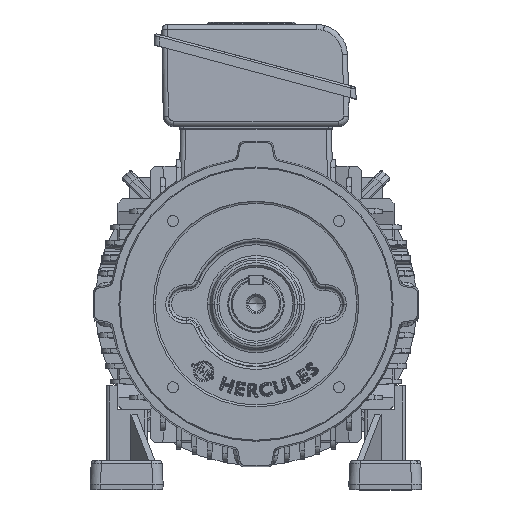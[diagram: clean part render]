
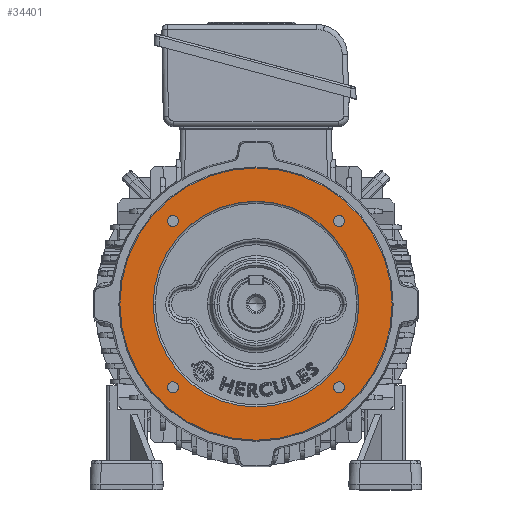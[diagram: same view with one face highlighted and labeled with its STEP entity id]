
A CAD part, top view. The second image highlights one B-rep face of the part: STEP entity #34401.
In plain terms, the highlighted face is planar.
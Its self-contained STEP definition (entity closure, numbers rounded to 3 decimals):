
#312 = FACE_BOUND ( 'NONE', #127950, .T. ) ;
#579 = CIRCLE ( 'NONE', #67729, 5.358 ) ;
#1485 = CARTESIAN_POINT ( 'NONE',  ( -11., 80.822, -80.822 ) ) ;
#1735 = ORIENTED_EDGE ( 'NONE', *, *, #138573, .F. ) ;
#2433 = CARTESIAN_POINT ( 'NONE',  ( -11., -80.822, 80.822 ) ) ;
#2503 = DIRECTION ( 'NONE',  ( -1., 0., 0. ) ) ;
#2660 = CIRCLE ( 'NONE', #7482, 132.35 ) ;
#3966 = VERTEX_POINT ( 'NONE', #127451 ) ;
#3981 = CARTESIAN_POINT ( 'NONE',  ( -11., -80.822, -75.464 ) ) ;
#4952 = VERTEX_POINT ( 'NONE', #23648 ) ;
#7180 = CIRCLE ( 'NONE', #141452, 5.358 ) ;
#7476 = DIRECTION ( 'NONE',  ( 0., 0., 1. ) ) ;
#7482 = AXIS2_PLACEMENT_3D ( 'NONE', #110683, #28878, #19858 ) ;
#8218 = CIRCLE ( 'NONE', #75388, 100. ) ;
#8347 = EDGE_CURVE ( 'NONE', #34711, #88921, #44856, .T. ) ;
#9830 = CARTESIAN_POINT ( 'NONE',  ( -11., 0., 100. ) ) ;
#10106 = ORIENTED_EDGE ( 'NONE', *, *, #33382, .F. ) ;
#10590 = EDGE_LOOP ( 'NONE', ( #61337, #144324 ) ) ;
#10815 = FACE_OUTER_BOUND ( 'NONE', #10590, .T. ) ;
#12073 = DIRECTION ( 'NONE',  ( 0., 0., 1. ) ) ;
#12137 = AXIS2_PLACEMENT_3D ( 'NONE', #93264, #24185, #69948 ) ;
#12249 = VERTEX_POINT ( 'NONE', #83911 ) ;
#13463 = DIRECTION ( 'NONE',  ( 0., 0., 1. ) ) ;
#14976 = DIRECTION ( 'NONE',  ( 0., 0., 1. ) ) ;
#18149 = VERTEX_POINT ( 'NONE', #71664 ) ;
#18380 = CIRCLE ( 'NONE', #121470, 5.358 ) ;
#18480 = EDGE_CURVE ( 'NONE', #40299, #18149, #7180, .T. ) ;
#18864 = AXIS2_PLACEMENT_3D ( 'NONE', #74241, #120051, #14976 ) ;
#19136 = CARTESIAN_POINT ( 'NONE',  ( -11., 0., 132.35 ) ) ;
#19513 = VERTEX_POINT ( 'NONE', #36976 ) ;
#19858 = DIRECTION ( 'NONE',  ( 0., 0., 1. ) ) ;
#19939 = EDGE_CURVE ( 'NONE', #88921, #34711, #36182, .T. ) ;
#21355 = FACE_BOUND ( 'NONE', #55400, .T. ) ;
#22763 = EDGE_LOOP ( 'NONE', ( #77867, #10106 ) ) ;
#22822 = CARTESIAN_POINT ( 'NONE',  ( -11., 133.35, 0. ) ) ;
#23567 = CIRCLE ( 'NONE', #18864, 5.358 ) ;
#23648 = CARTESIAN_POINT ( 'NONE',  ( -11., 0., -132.35 ) ) ;
#24185 = DIRECTION ( 'NONE',  ( -1., 0., 0. ) ) ;
#24281 = DIRECTION ( 'NONE',  ( 0., 0., 1. ) ) ;
#24661 = AXIS2_PLACEMENT_3D ( 'NONE', #22822, #55812, #24281 ) ;
#26773 = AXIS2_PLACEMENT_3D ( 'NONE', #2433, #48171, #36933 ) ;
#28297 = VERTEX_POINT ( 'NONE', #19136 ) ;
#28878 = DIRECTION ( 'NONE',  ( -1., 0., 0. ) ) ;
#30623 = CIRCLE ( 'NONE', #90541, 5.358 ) ;
#31075 = EDGE_CURVE ( 'NONE', #116591, #3966, #117698, .T. ) ;
#31551 = EDGE_LOOP ( 'NONE', ( #85795, #41662 ) ) ;
#33382 = EDGE_CURVE ( 'NONE', #12249, #39882, #579, .T. ) ;
#34401 = ADVANCED_FACE ( 'NONE', ( #10815, #102395, #312, #91885, #124195, #21355 ), #103147, .T. ) ;
#34711 = VERTEX_POINT ( 'NONE', #114228 ) ;
#36182 = CIRCLE ( 'NONE', #122471, 5.358 ) ;
#36933 = DIRECTION ( 'NONE',  ( 0., 0., 1. ) ) ;
#36976 = CARTESIAN_POINT ( 'NONE',  ( -11., -80.822, 75.464 ) ) ;
#39882 = VERTEX_POINT ( 'NONE', #133770 ) ;
#40299 = VERTEX_POINT ( 'NONE', #77973 ) ;
#40557 = DIRECTION ( 'NONE',  ( 0., 0., 1. ) ) ;
#41662 = ORIENTED_EDGE ( 'NONE', *, *, #8347, .F. ) ;
#43482 = ORIENTED_EDGE ( 'NONE', *, *, #31075, .F. ) ;
#43628 = CIRCLE ( 'NONE', #60356, 132.35 ) ;
#44856 = CIRCLE ( 'NONE', #133543, 5.358 ) ;
#45374 = EDGE_CURVE ( 'NONE', #39882, #12249, #30623, .T. ) ;
#48015 = EDGE_CURVE ( 'NONE', #28297, #4952, #43628, .T. ) ;
#48171 = DIRECTION ( 'NONE',  ( -1., 0., 0. ) ) ;
#48967 = DIRECTION ( 'NONE',  ( 0., 0., 1. ) ) ;
#51713 = CARTESIAN_POINT ( 'NONE',  ( -11., 0., 0. ) ) ;
#55400 = EDGE_LOOP ( 'NONE', ( #143974, #43482 ) ) ;
#55812 = DIRECTION ( 'NONE',  ( -1., 0., 0. ) ) ;
#60356 = AXIS2_PLACEMENT_3D ( 'NONE', #61778, #121858, #119629 ) ;
#61337 = ORIENTED_EDGE ( 'NONE', *, *, #144271, .T. ) ;
#61778 = CARTESIAN_POINT ( 'NONE',  ( -11., 0., 0. ) ) ;
#65880 = CARTESIAN_POINT ( 'NONE',  ( -11., 80.822, 80.822 ) ) ;
#67729 = AXIS2_PLACEMENT_3D ( 'NONE', #105337, #2503, #48967 ) ;
#69948 = DIRECTION ( 'NONE',  ( 0., 0., 1. ) ) ;
#71664 = CARTESIAN_POINT ( 'NONE',  ( -11., 80.822, 75.464 ) ) ;
#74241 = CARTESIAN_POINT ( 'NONE',  ( -11., -80.822, 80.822 ) ) ;
#74309 = DIRECTION ( 'NONE',  ( -1., 0., 0. ) ) ;
#75388 = AXIS2_PLACEMENT_3D ( 'NONE', #51713, #74309, #7476 ) ;
#77867 = ORIENTED_EDGE ( 'NONE', *, *, #45374, .F. ) ;
#77973 = CARTESIAN_POINT ( 'NONE',  ( -11., 80.822, 86.18 ) ) ;
#81004 = CARTESIAN_POINT ( 'NONE',  ( -11., -80.822, -80.822 ) ) ;
#82773 = CARTESIAN_POINT ( 'NONE',  ( -11., 80.822, 80.822 ) ) ;
#83358 = DIRECTION ( 'NONE',  ( -1., 0., 0. ) ) ;
#83911 = CARTESIAN_POINT ( 'NONE',  ( -11., 80.822, -86.18 ) ) ;
#85795 = ORIENTED_EDGE ( 'NONE', *, *, #19939, .F. ) ;
#86441 = ORIENTED_EDGE ( 'NONE', *, *, #112541, .F. ) ;
#88921 = VERTEX_POINT ( 'NONE', #3981 ) ;
#90541 = AXIS2_PLACEMENT_3D ( 'NONE', #1485, #127587, #13463 ) ;
#90795 = DIRECTION ( 'NONE',  ( 0., 0., 1. ) ) ;
#91885 = FACE_BOUND ( 'NONE', #136095, .T. ) ;
#93264 = CARTESIAN_POINT ( 'NONE',  ( -11., 0., 0. ) ) ;
#102395 = FACE_BOUND ( 'NONE', #22763, .T. ) ;
#103147 = PLANE ( 'NONE',  #24661 ) ;
#103815 = DIRECTION ( 'NONE',  ( 0., 0., 1. ) ) ;
#104392 = CARTESIAN_POINT ( 'NONE',  ( -11., -80.822, -80.822 ) ) ;
#105337 = CARTESIAN_POINT ( 'NONE',  ( -11., 80.822, -80.822 ) ) ;
#108906 = DIRECTION ( 'NONE',  ( -1., 0., 0. ) ) ;
#110683 = CARTESIAN_POINT ( 'NONE',  ( -11., 0., 0. ) ) ;
#112541 = EDGE_CURVE ( 'NONE', #18149, #40299, #18380, .T. ) ;
#114228 = CARTESIAN_POINT ( 'NONE',  ( -11., -80.822, -86.18 ) ) ;
#115442 = EDGE_CURVE ( 'NONE', #19513, #117909, #137059, .T. ) ;
#116591 = VERTEX_POINT ( 'NONE', #9830 ) ;
#117698 = CIRCLE ( 'NONE', #12137, 100. ) ;
#117909 = VERTEX_POINT ( 'NONE', #148231 ) ;
#118043 = DIRECTION ( 'NONE',  ( -1., 0., 0. ) ) ;
#119629 = DIRECTION ( 'NONE',  ( 0., 0., 1. ) ) ;
#120051 = DIRECTION ( 'NONE',  ( -1., 0., 0. ) ) ;
#121470 = AXIS2_PLACEMENT_3D ( 'NONE', #65880, #108906, #40557 ) ;
#121649 = EDGE_CURVE ( 'NONE', #3966, #116591, #8218, .T. ) ;
#121858 = DIRECTION ( 'NONE',  ( -1., 0., 0. ) ) ;
#122471 = AXIS2_PLACEMENT_3D ( 'NONE', #104392, #83358, #12073 ) ;
#124195 = FACE_BOUND ( 'NONE', #31551, .T. ) ;
#125319 = ORIENTED_EDGE ( 'NONE', *, *, #115442, .F. ) ;
#127451 = CARTESIAN_POINT ( 'NONE',  ( -11., 0., -100. ) ) ;
#127587 = DIRECTION ( 'NONE',  ( -1., 0., 0. ) ) ;
#127950 = EDGE_LOOP ( 'NONE', ( #139174, #86441 ) ) ;
#133543 = AXIS2_PLACEMENT_3D ( 'NONE', #81004, #146347, #90795 ) ;
#133770 = CARTESIAN_POINT ( 'NONE',  ( -11., 80.822, -75.464 ) ) ;
#136095 = EDGE_LOOP ( 'NONE', ( #1735, #125319 ) ) ;
#137059 = CIRCLE ( 'NONE', #26773, 5.358 ) ;
#138573 = EDGE_CURVE ( 'NONE', #117909, #19513, #23567, .T. ) ;
#139174 = ORIENTED_EDGE ( 'NONE', *, *, #18480, .F. ) ;
#141452 = AXIS2_PLACEMENT_3D ( 'NONE', #82773, #118043, #103815 ) ;
#143974 = ORIENTED_EDGE ( 'NONE', *, *, #121649, .F. ) ;
#144271 = EDGE_CURVE ( 'NONE', #4952, #28297, #2660, .T. ) ;
#144324 = ORIENTED_EDGE ( 'NONE', *, *, #48015, .T. ) ;
#146347 = DIRECTION ( 'NONE',  ( -1., 0., 0. ) ) ;
#148231 = CARTESIAN_POINT ( 'NONE',  ( -11., -80.822, 86.18 ) ) ;
